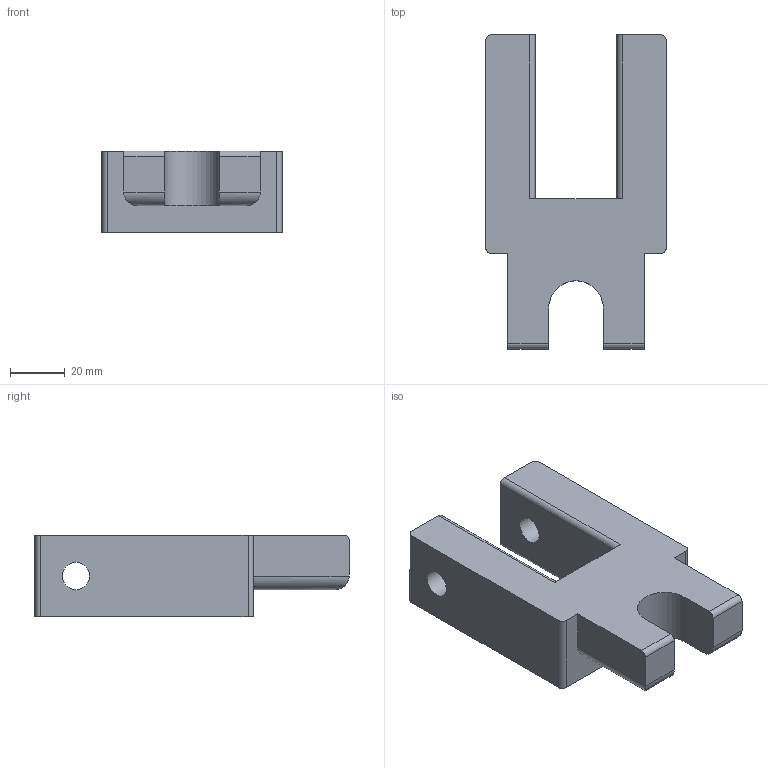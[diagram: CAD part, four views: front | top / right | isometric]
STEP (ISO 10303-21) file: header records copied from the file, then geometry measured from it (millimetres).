
FILE_DESCRIPTION(/* description */ (''),/* implementation_level */ '2;1');
FILE_NAME(/* name */ 'trigger.stp',/* time_stamp */ '2020-04-28T11:27:54+02:00',/* author */ ('elfem'),/* organization */ (''),/* preprocessor_version */ 'ST-DEVELOPER v16.13',/* originating_system */ 'Autodesk Inventor 2018',/* authorisation */ '');
FILE_SCHEMA (('AUTOMOTIVE_DESIGN { 1 0 10303 214 3 1 1 }'));
Length unit declared in the file: millimetre
Products named in the file (1): trigger
Bounding box: 66 x 115 x 30 mm (x, y, z)
Volume: 126583.7 mm3; surface area: 24384.2 mm2
Topology: 1 solids, 1 shells, 34 faces, 95 edges, 63 vertices
Faces by surface type: cylinder 17, plane 17
Full cylindrical faces by diameter (mm): 10 x2
Entity records: 1131 total; most frequent: DIRECTION 194, CARTESIAN_POINT 189, ORIENTED_EDGE 184, EDGE_CURVE 92, AXIS2_PLACEMENT_3D 67, VERTEX_POINT 62, LINE 60, VECTOR 60
